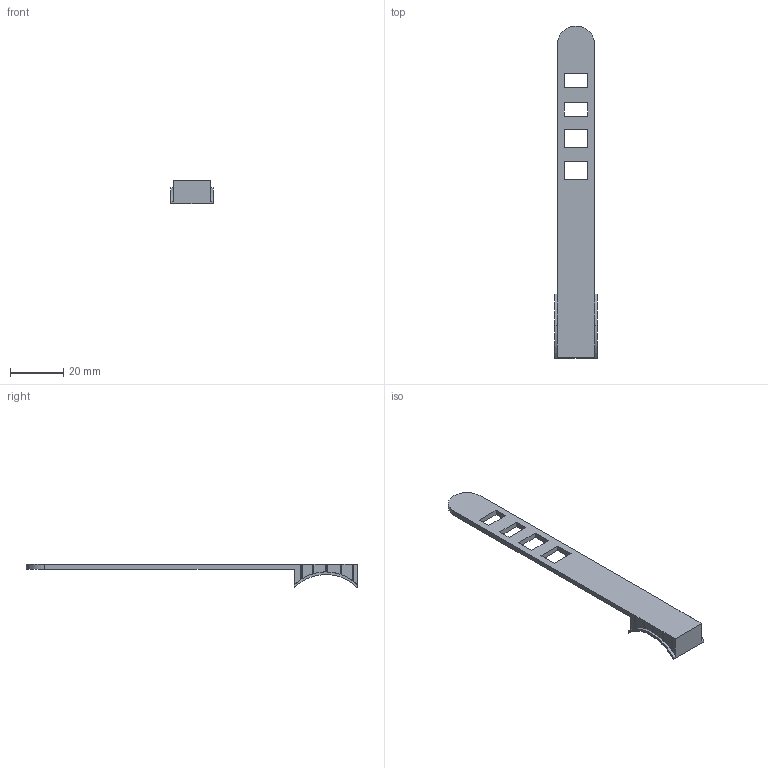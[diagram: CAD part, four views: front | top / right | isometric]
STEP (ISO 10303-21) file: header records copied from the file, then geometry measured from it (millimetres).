
FILE_DESCRIPTION(('HOOPS Exchange Step'),'2;1');
FILE_NAME('temp_export','2024-07-02T19:01:20+02:00',('emrek'),('Shapr3D Limited'),'HOOPS Exchange 2024.2','Shapr3D','Authorized');
FILE_SCHEMA( ('AUTOMOTIVE_DESIGN { 1 0 10303 214 1 1 1 1 }') );
Length unit declared in the file: millimetre
Products named in the file (1): root
Bounding box: 16 x 125 x 9 mm (x, y, z)
Volume: 4251.3 mm3; surface area: 4323.7 mm2
Topology: 1 solids, 1 shells, 74 faces, 214 edges, 142 vertices
Faces by surface type: plane 46, cylinder 28
Entity records: 2537 total; most frequent: CARTESIAN_POINT 530, ORIENTED_EDGE 428, DIRECTION 400, EDGE_CURVE 214, VERTEX_POINT 142, VECTOR 138, LINE 138, AXIS2_PLACEMENT_3D 131
